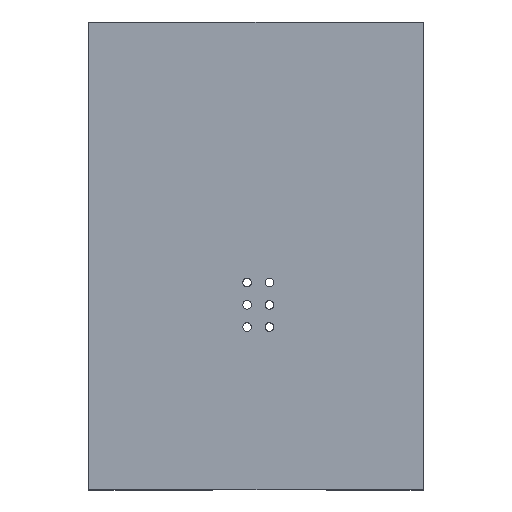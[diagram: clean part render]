
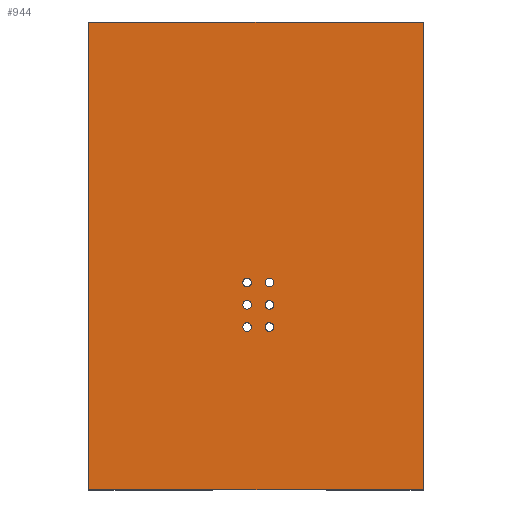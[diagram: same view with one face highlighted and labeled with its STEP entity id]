
A CAD part, top view. The second image highlights one B-rep face of the part: STEP entity #944.
In plain terms, the highlighted planar face has unit normal (0, 0, 1).
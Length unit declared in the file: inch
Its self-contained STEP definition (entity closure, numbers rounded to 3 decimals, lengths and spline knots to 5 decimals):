
#27=FACE_BOUND('',#185,.T.);
#28=FACE_BOUND('',#186,.T.);
#29=FACE_BOUND('',#187,.T.);
#30=FACE_BOUND('',#188,.T.);
#31=FACE_BOUND('',#189,.T.);
#32=FACE_BOUND('',#190,.T.);
#72=PLANE('',#1034);
#122=FACE_OUTER_BOUND('',#184,.T.);
#184=EDGE_LOOP('',(#875,#876,#877,#878));
#185=EDGE_LOOP('',(#879));
#186=EDGE_LOOP('',(#880));
#187=EDGE_LOOP('',(#881));
#188=EDGE_LOOP('',(#882));
#189=EDGE_LOOP('',(#883));
#190=EDGE_LOOP('',(#884));
#290=LINE('',#1531,#396);
#292=LINE('',#1535,#398);
#294=LINE('',#1539,#400);
#296=LINE('',#1542,#402);
#396=VECTOR('',#1268,0.3937);
#398=VECTOR('',#1272,0.3937);
#400=VECTOR('',#1276,0.3937);
#402=VECTOR('',#1280,0.3937);
#412=CIRCLE('',#983,0.01969);
#414=CIRCLE('',#986,0.01969);
#416=CIRCLE('',#989,0.01969);
#418=CIRCLE('',#992,0.01969);
#420=CIRCLE('',#995,0.01969);
#422=CIRCLE('',#998,0.01969);
#432=VERTEX_POINT('',#1315);
#434=VERTEX_POINT('',#1321);
#436=VERTEX_POINT('',#1327);
#438=VERTEX_POINT('',#1333);
#440=VERTEX_POINT('',#1339);
#442=VERTEX_POINT('',#1345);
#503=VERTEX_POINT('',#1528);
#504=VERTEX_POINT('',#1530);
#505=VERTEX_POINT('',#1534);
#506=VERTEX_POINT('',#1538);
#521=EDGE_CURVE('',#432,#432,#412,.T.);
#524=EDGE_CURVE('',#434,#434,#414,.T.);
#527=EDGE_CURVE('',#436,#436,#416,.T.);
#530=EDGE_CURVE('',#438,#438,#418,.T.);
#533=EDGE_CURVE('',#440,#440,#420,.T.);
#536=EDGE_CURVE('',#442,#442,#422,.T.);
#626=EDGE_CURVE('',#504,#503,#290,.T.);
#628=EDGE_CURVE('',#505,#504,#292,.T.);
#630=EDGE_CURVE('',#506,#505,#294,.T.);
#632=EDGE_CURVE('',#503,#506,#296,.T.);
#875=ORIENTED_EDGE('',*,*,#632,.T.);
#876=ORIENTED_EDGE('',*,*,#630,.T.);
#877=ORIENTED_EDGE('',*,*,#628,.T.);
#878=ORIENTED_EDGE('',*,*,#626,.T.);
#879=ORIENTED_EDGE('',*,*,#521,.T.);
#880=ORIENTED_EDGE('',*,*,#524,.T.);
#881=ORIENTED_EDGE('',*,*,#527,.T.);
#882=ORIENTED_EDGE('',*,*,#530,.T.);
#883=ORIENTED_EDGE('',*,*,#533,.T.);
#884=ORIENTED_EDGE('',*,*,#536,.T.);
#944=ADVANCED_FACE('',(#122,#27,#28,#29,#30,#31,#32),#72,.T.);
#983=AXIS2_PLACEMENT_3D('',#1317,#1078,#1079);
#986=AXIS2_PLACEMENT_3D('',#1323,#1085,#1086);
#989=AXIS2_PLACEMENT_3D('',#1329,#1092,#1093);
#992=AXIS2_PLACEMENT_3D('',#1335,#1099,#1100);
#995=AXIS2_PLACEMENT_3D('',#1341,#1106,#1107);
#998=AXIS2_PLACEMENT_3D('',#1347,#1113,#1114);
#1034=AXIS2_PLACEMENT_3D('',#1543,#1281,#1282);
#1078=DIRECTION('center_axis',(0.,0.,-1.));
#1079=DIRECTION('ref_axis',(-1.,0.,0.));
#1085=DIRECTION('center_axis',(0.,0.,-1.));
#1086=DIRECTION('ref_axis',(-1.,0.,0.));
#1092=DIRECTION('center_axis',(0.,0.,-1.));
#1093=DIRECTION('ref_axis',(-1.,0.,0.));
#1099=DIRECTION('center_axis',(0.,0.,-1.));
#1100=DIRECTION('ref_axis',(-1.,0.,0.));
#1106=DIRECTION('center_axis',(0.,0.,-1.));
#1107=DIRECTION('ref_axis',(-1.,0.,0.));
#1113=DIRECTION('center_axis',(0.,0.,-1.));
#1114=DIRECTION('ref_axis',(-1.,0.,0.));
#1268=DIRECTION('',(0.,-1.,0.));
#1272=DIRECTION('',(-1.,0.,0.));
#1276=DIRECTION('',(0.,1.,0.));
#1280=DIRECTION('',(1.,0.,0.));
#1281=DIRECTION('center_axis',(0.,0.,1.));
#1282=DIRECTION('ref_axis',(1.,0.,0.));
#1315=CARTESIAN_POINT('',(-0.17358,-1.03787,0.1));
#1317=CARTESIAN_POINT('Origin',(-0.19327,-1.03787,0.1));
#1321=CARTESIAN_POINT('',(-0.07358,-0.83787,0.1));
#1323=CARTESIAN_POINT('Origin',(-0.09327,-0.83787,
0.1));
#1327=CARTESIAN_POINT('',(-0.17358,-0.93787,0.1));
#1329=CARTESIAN_POINT('Origin',(-0.19327,-0.93787,0.1));
#1333=CARTESIAN_POINT('',(-0.07358,-1.03787,0.1));
#1335=CARTESIAN_POINT('Origin',(-0.09327,-1.03787,0.1));
#1339=CARTESIAN_POINT('',(-0.07358,-0.93787,0.1));
#1341=CARTESIAN_POINT('Origin',(-0.09327,-0.93787,
0.1));
#1345=CARTESIAN_POINT('',(-0.17358,-0.83787,0.1));
#1347=CARTESIAN_POINT('Origin',(-0.19327,-0.83787,0.1));
#1528=CARTESIAN_POINT('',(-0.90346,-1.76846,0.1));
#1530=CARTESIAN_POINT('',(-0.90346,0.33154,0.1));
#1531=CARTESIAN_POINT('',(-0.90346,0.33154,0.1));
#1534=CARTESIAN_POINT('',(0.59654,0.33154,0.1));
#1535=CARTESIAN_POINT('',(0.59654,0.33154,0.1));
#1538=CARTESIAN_POINT('',(0.59654,-1.76846,0.1));
#1539=CARTESIAN_POINT('',(0.59654,-1.76846,0.1));
#1542=CARTESIAN_POINT('',(-0.90346,-1.76846,0.1));
#1543=CARTESIAN_POINT('Origin',(-0.15346,-0.71846,0.1));
